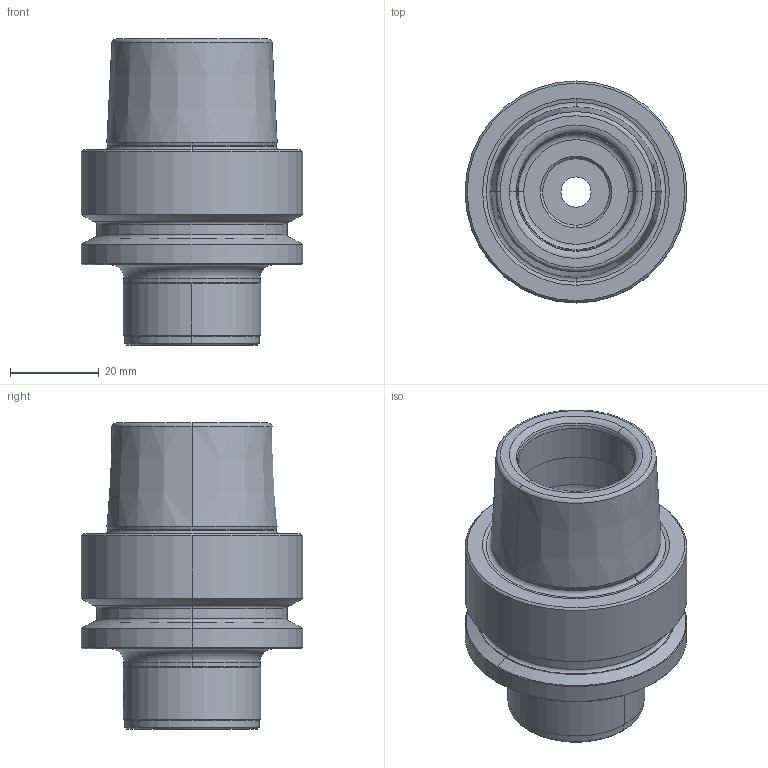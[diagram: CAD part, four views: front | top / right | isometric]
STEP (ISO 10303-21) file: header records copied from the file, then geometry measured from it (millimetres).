
FILE_DESCRIPTION(('no description'),'unknown implementation level');
FILE_NAME('97114495-84B8-4242-B78A-6366D4EE37D5_export.stp',' ',('CIMSOURCE GmbH'),('CADClick - KiM GmbH - www.kimweb.de'),'unknown preprocess','ACIS','unknown authorization');
FILE_SCHEMA(('automotive_design'));
Length unit declared in the file: millimetre
Products named in the file (2): 324.231F Kaiser HSK-E50xCK3|690.433 Kaiser ETL M6 X 8,5 CK3;Schnitt-Linear austragen2; 324.231F Kaiser HSK-E50xCK3|324.231F Kaiser HSK-E50xCK3x53;Schnitt-Rotation3
Bounding box: 49.95 x 49.95 x 68.9 mm (x, y, z)
Volume: 59124.5 mm3; surface area: 18115.6 mm2
Topology: 2 solids, 2 shells, 149 faces, 343 edges, 203 vertices
Faces by surface type: cone 52, cylinder 36, plane 33, torus 26, bspline 2
Entity records: 8441 total; most frequent: CARTESIAN_POINT 1004, DIRECTION 817, STYLED_ITEM 695, PRESENTATION_STYLE_ASSIGNMENT 695, COLOUR_RGB 695, ORIENTED_EDGE 682, AXIS2_PLACEMENT_3D 344, EDGE_CURVE 341
